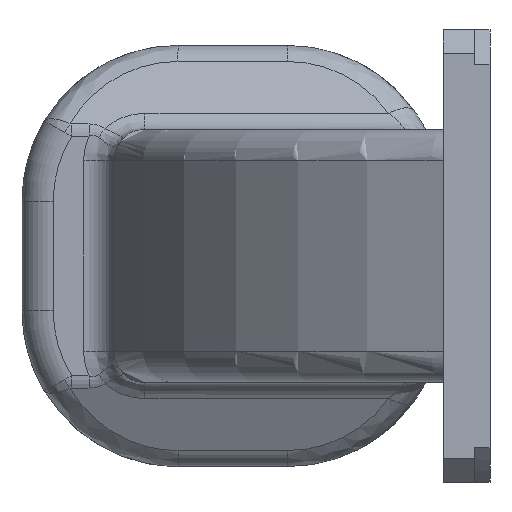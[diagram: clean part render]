
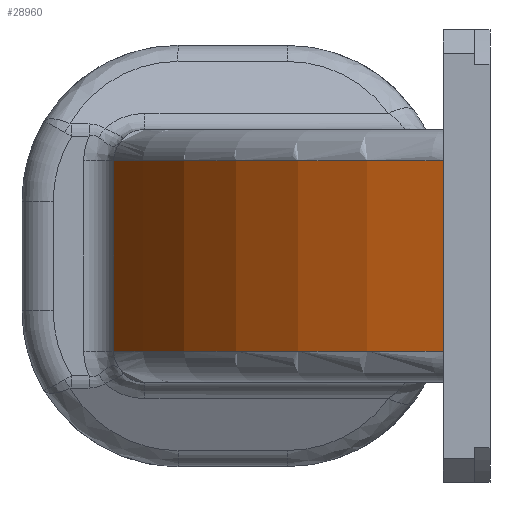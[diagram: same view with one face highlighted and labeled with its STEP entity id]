
A CAD part, left-side view. The second image highlights one B-rep face of the part: STEP entity #28960.
In plain terms, the highlighted cylindrical face has radius 34.5 mm (diameter 69 mm), a partial arc.
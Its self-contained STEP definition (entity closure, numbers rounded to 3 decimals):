
#8409=DIRECTION('',(0.,0.,1.));
#8410=VECTOR('',#8409,12.2);
#8411=CARTESIAN_POINT('',(-17.44,23.126,
-6.1));
#8412=LINE('1633',#8411,#8410);
#8413=CARTESIAN_POINT('',(-7.8,-10.,6.1));
#8414=DIRECTION('',(0.,0.,1.));
#8415=DIRECTION('',(-0.279,0.96,0.));
#8416=AXIS2_PLACEMENT_3D('',#8413,#8414,#8415);
#8418=DIRECTION('',(0.,0.,1.));
#8419=VECTOR('',#8418,12.2);
#8420=CARTESIAN_POINT('',(-40.146,2.,-6.1));
#8421=LINE('1630',#8420,#8419);
#8422=CARTESIAN_POINT('',(-7.8,-10.,-6.1));
#8423=DIRECTION('',(0.,0.,-1.));
#8424=DIRECTION('',(-0.938,0.348,0.));
#8425=AXIS2_PLACEMENT_3D('',#8422,#8423,#8424);
#12644=CARTESIAN_POINT('',(-40.146,2.,-6.1));
#12645=CARTESIAN_POINT('',(-40.146,2.,6.1));
#12646=VERTEX_POINT('',#12644);
#12647=VERTEX_POINT('',#12645);
#12650=CARTESIAN_POINT('',(-17.44,23.126,
-6.1));
#12651=CARTESIAN_POINT('',(-17.44,23.126,
6.1));
#12652=VERTEX_POINT('',#12650);
#12653=VERTEX_POINT('',#12651);
#28948=CARTESIAN_POINT('',(-7.8,-10.,-8.1));
#28949=DIRECTION('',(0.,0.,1.));
#28950=DIRECTION('',(1.,0.,0.));
#28951=AXIS2_PLACEMENT_3D('',#28948,#28949,#28950);
#28952=CYLINDRICAL_SURFACE('294',#28951,34.5);
#28953=ORIENTED_EDGE('1633',*,*,#28932,.T.);
#28954=ORIENTED_EDGE('1637',*,*,#28767,.T.);
#28955=ORIENTED_EDGE('1630',*,*,#16089,.F.);
#28957=ORIENTED_EDGE('1635',*,*,#28956,.T.);
#28958=EDGE_LOOP('294',(#28953,#28954,#28955,#28957));
#28959=FACE_OUTER_BOUND('294',#28958,.F.);
#8417=CIRCLE('1637',#8416,34.5);
#8426=CIRCLE('1635',#8425,34.5);
#16089=EDGE_CURVE('1630',#12646,#12647,#8421,.T.);
#28767=EDGE_CURVE('1637',#12653,#12647,#8417,.T.);
#28932=EDGE_CURVE('1633',#12652,#12653,#8412,.T.);
#28956=EDGE_CURVE('1635',#12646,#12652,#8426,.T.);
#28960=ADVANCED_FACE('294',(#28959),#28952,.T.);
